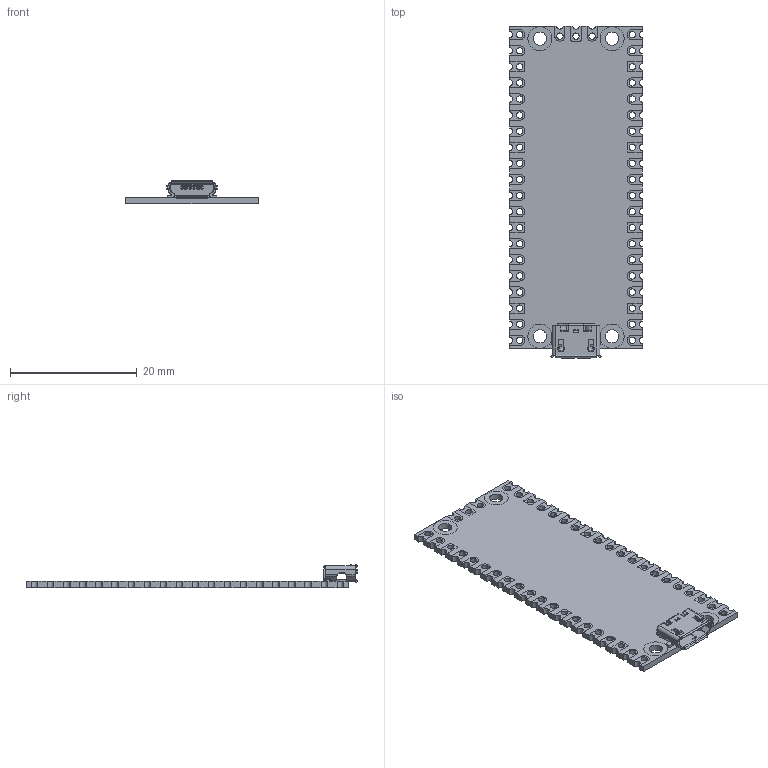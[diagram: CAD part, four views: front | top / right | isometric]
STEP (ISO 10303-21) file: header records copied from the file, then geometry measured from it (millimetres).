
FILE_DESCRIPTION(/* description */ (''),/* implementation_level */ '2;1');
FILE_NAME(/* name */ 'Raspberry Pi Pico-R3 v2.step',/* time_stamp */ '2022-08-04T23:15:43-04:00',/* author */ (''),/* organization */ (''),/* preprocessor_version */ 'ST-DEVELOPER v19',/* originating_system */ 'Autodesk Translation Framework v11.7.0.108',/* authorisation */ '');
FILE_SCHEMA (('AUTOMOTIVE_DESIGN { 1 0 10303 214 3 1 1 }'));
Length unit declared in the file: millimetre
Products named in the file (3): Raspberry Pi Pico-R3; PCB, Raspberry Pi Pico-R3; MicroUSB Port, Raspberry Pi Pico-R3
Assembly tree (2 placements, depth 2):
  Raspberry Pi Pico-R3
    PCB, Raspberry Pi Pico-R3
    MicroUSB Port, Raspberry Pi Pico-R3
Bounding box: 21 x 52.43 x 3.69 mm (x, y, z)
Volume: 1050.6 mm3; surface area: 2653.6 mm2
Topology: 8 solids, 8 shells, 1564 faces, 4035 edges, 2464 vertices
Faces by surface type: cylinder 665, plane 567, torus 240, bspline 72, sphere 20
Full cylindrical faces by diameter (mm): 1 x43, 2.1 x4, 3.8 x8
Entity records: 49534 total; most frequent: CARTESIAN_POINT 10321, DIRECTION 8462, ORIENTED_EDGE 8036, EDGE_CURVE 4018, AXIS2_PLACEMENT_3D 3085, VERTEX_POINT 2464, LINE 2292, VECTOR 2292
